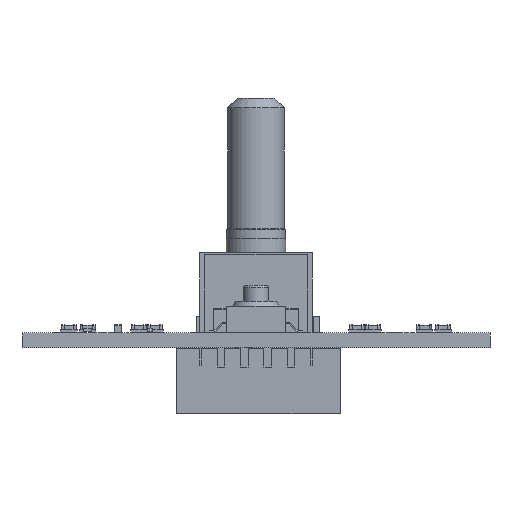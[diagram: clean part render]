
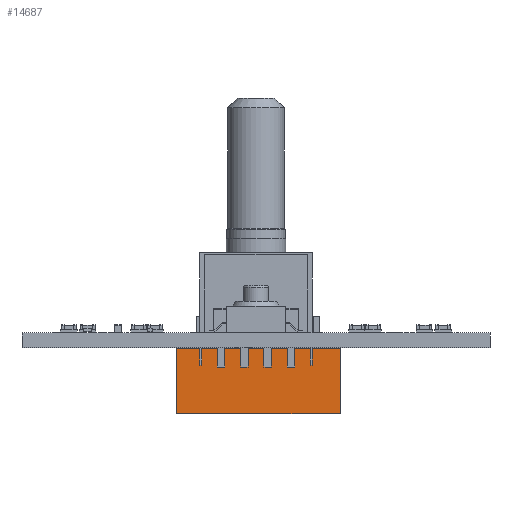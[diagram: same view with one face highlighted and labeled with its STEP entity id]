
A CAD part, front view. The second image highlights one B-rep face of the part: STEP entity #14687.
In plain terms, the highlighted face is planar.
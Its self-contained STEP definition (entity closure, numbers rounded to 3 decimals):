
#14241 = PLANE('',#14242);
#14242 = AXIS2_PLACEMENT_3D('',#14243,#14244,#14245);
#14243 = CARTESIAN_POINT('',(0.,0.6,7.));
#14244 = DIRECTION('',(0.,0.,1.));
#14245 = DIRECTION('',(1.,0.,-0.));
#14432 = VERTEX_POINT('',#14433);
#14433 = CARTESIAN_POINT('',(-8.75,3.5,0.));
#14440 = PLANE('',#14441);
#14441 = AXIS2_PLACEMENT_3D('',#14442,#14443,#14444);
#14442 = CARTESIAN_POINT('',(-8.75,0.6,7.));
#14443 = DIRECTION('',(-1.,0.,0.));
#14444 = DIRECTION('',(0.,0.,1.));
#14452 = PLANE('',#14453);
#14453 = AXIS2_PLACEMENT_3D('',#14454,#14455,#14456);
#14454 = CARTESIAN_POINT('',(0.,0.6,0.));
#14455 = DIRECTION('',(0.,0.,1.));
#14456 = DIRECTION('',(1.,0.,-0.));
#14493 = VERTEX_POINT('',#14494);
#14494 = CARTESIAN_POINT('',(-8.75,3.5,7.));
#14515 = EDGE_CURVE('',#14493,#14432,#14516,.T.);
#14516 = SURFACE_CURVE('',#14517,(#14521,#14528),.PCURVE_S1.);
#14517 = LINE('',#14518,#14519);
#14518 = CARTESIAN_POINT('',(-8.75,3.5,7.));
#14519 = VECTOR('',#14520,1.);
#14520 = DIRECTION('',(0.,0.,-1.));
#14521 = PCURVE('',#14440,#14522);
#14522 = DEFINITIONAL_REPRESENTATION('',(#14523),#14527);
#14523 = LINE('',#14524,#14525);
#14524 = CARTESIAN_POINT('',(0.,2.9));
#14525 = VECTOR('',#14526,1.);
#14526 = DIRECTION('',(-1.,0.));
#14527 = ( GEOMETRIC_REPRESENTATION_CONTEXT(2) 
PARAMETRIC_REPRESENTATION_CONTEXT() REPRESENTATION_CONTEXT('2D SPACE',''
  ) );
#14528 = PCURVE('',#14529,#14534);
#14529 = PLANE('',#14530);
#14530 = AXIS2_PLACEMENT_3D('',#14531,#14532,#14533);
#14531 = CARTESIAN_POINT('',(0.,3.5,7.));
#14532 = DIRECTION('',(0.,1.,0.));
#14533 = DIRECTION('',(-1.,0.,0.));
#14534 = DEFINITIONAL_REPRESENTATION('',(#14535),#14539);
#14535 = LINE('',#14536,#14537);
#14536 = CARTESIAN_POINT('',(8.75,0.));
#14537 = VECTOR('',#14538,1.);
#14538 = DIRECTION('',(0.,-1.));
#14539 = ( GEOMETRIC_REPRESENTATION_CONTEXT(2) 
PARAMETRIC_REPRESENTATION_CONTEXT() REPRESENTATION_CONTEXT('2D SPACE',''
  ) );
#14584 = PLANE('',#14585);
#14585 = AXIS2_PLACEMENT_3D('',#14586,#14587,#14588);
#14586 = CARTESIAN_POINT('',(8.75,0.6,7.));
#14587 = DIRECTION('',(-1.,0.,0.));
#14588 = DIRECTION('',(0.,0.,1.));
#14622 = VERTEX_POINT('',#14623);
#14623 = CARTESIAN_POINT('',(8.75,3.5,7.));
#14644 = EDGE_CURVE('',#14622,#14645,#14647,.T.);
#14645 = VERTEX_POINT('',#14646);
#14646 = CARTESIAN_POINT('',(8.75,3.5,0.));
#14647 = SURFACE_CURVE('',#14648,(#14652,#14659),.PCURVE_S1.);
#14648 = LINE('',#14649,#14650);
#14649 = CARTESIAN_POINT('',(8.75,3.5,7.));
#14650 = VECTOR('',#14651,1.);
#14651 = DIRECTION('',(0.,0.,-1.));
#14652 = PCURVE('',#14584,#14653);
#14653 = DEFINITIONAL_REPRESENTATION('',(#14654),#14658);
#14654 = LINE('',#14655,#14656);
#14655 = CARTESIAN_POINT('',(0.,2.9));
#14656 = VECTOR('',#14657,1.);
#14657 = DIRECTION('',(-1.,0.));
#14658 = ( GEOMETRIC_REPRESENTATION_CONTEXT(2) 
PARAMETRIC_REPRESENTATION_CONTEXT() REPRESENTATION_CONTEXT('2D SPACE',''
  ) );
#14659 = PCURVE('',#14529,#14660);
#14660 = DEFINITIONAL_REPRESENTATION('',(#14661),#14665);
#14661 = LINE('',#14662,#14663);
#14662 = CARTESIAN_POINT('',(-8.75,0.));
#14663 = VECTOR('',#14664,1.);
#14664 = DIRECTION('',(0.,-1.));
#14665 = ( GEOMETRIC_REPRESENTATION_CONTEXT(2) 
PARAMETRIC_REPRESENTATION_CONTEXT() REPRESENTATION_CONTEXT('2D SPACE',''
  ) );
#14687 = ADVANCED_FACE('',(#14688),#14529,.T.);
#14688 = FACE_BOUND('',#14689,.T.);
#14689 = EDGE_LOOP('',(#14690,#14711,#14712,#14733));
#14690 = ORIENTED_EDGE('',*,*,#14691,.F.);
#14691 = EDGE_CURVE('',#14432,#14645,#14692,.T.);
#14692 = SURFACE_CURVE('',#14693,(#14697,#14704),.PCURVE_S1.);
#14693 = LINE('',#14694,#14695);
#14694 = CARTESIAN_POINT('',(0.,3.5,0.));
#14695 = VECTOR('',#14696,1.);
#14696 = DIRECTION('',(1.,0.,0.));
#14697 = PCURVE('',#14529,#14698);
#14698 = DEFINITIONAL_REPRESENTATION('',(#14699),#14703);
#14699 = LINE('',#14700,#14701);
#14700 = CARTESIAN_POINT('',(0.,-7.));
#14701 = VECTOR('',#14702,1.);
#14702 = DIRECTION('',(-1.,0.));
#14703 = ( GEOMETRIC_REPRESENTATION_CONTEXT(2) 
PARAMETRIC_REPRESENTATION_CONTEXT() REPRESENTATION_CONTEXT('2D SPACE',''
  ) );
#14704 = PCURVE('',#14452,#14705);
#14705 = DEFINITIONAL_REPRESENTATION('',(#14706),#14710);
#14706 = LINE('',#14707,#14708);
#14707 = CARTESIAN_POINT('',(0.,2.9));
#14708 = VECTOR('',#14709,1.);
#14709 = DIRECTION('',(1.,0.));
#14710 = ( GEOMETRIC_REPRESENTATION_CONTEXT(2) 
PARAMETRIC_REPRESENTATION_CONTEXT() REPRESENTATION_CONTEXT('2D SPACE',''
  ) );
#14711 = ORIENTED_EDGE('',*,*,#14515,.F.);
#14712 = ORIENTED_EDGE('',*,*,#14713,.T.);
#14713 = EDGE_CURVE('',#14493,#14622,#14714,.T.);
#14714 = SURFACE_CURVE('',#14715,(#14719,#14726),.PCURVE_S1.);
#14715 = LINE('',#14716,#14717);
#14716 = CARTESIAN_POINT('',(0.,3.5,7.));
#14717 = VECTOR('',#14718,1.);
#14718 = DIRECTION('',(1.,0.,0.));
#14719 = PCURVE('',#14529,#14720);
#14720 = DEFINITIONAL_REPRESENTATION('',(#14721),#14725);
#14721 = LINE('',#14722,#14723);
#14722 = CARTESIAN_POINT('',(0.,0.));
#14723 = VECTOR('',#14724,1.);
#14724 = DIRECTION('',(-1.,0.));
#14725 = ( GEOMETRIC_REPRESENTATION_CONTEXT(2) 
PARAMETRIC_REPRESENTATION_CONTEXT() REPRESENTATION_CONTEXT('2D SPACE',''
  ) );
#14726 = PCURVE('',#14241,#14727);
#14727 = DEFINITIONAL_REPRESENTATION('',(#14728),#14732);
#14728 = LINE('',#14729,#14730);
#14729 = CARTESIAN_POINT('',(0.,2.9));
#14730 = VECTOR('',#14731,1.);
#14731 = DIRECTION('',(1.,0.));
#14732 = ( GEOMETRIC_REPRESENTATION_CONTEXT(2) 
PARAMETRIC_REPRESENTATION_CONTEXT() REPRESENTATION_CONTEXT('2D SPACE',''
  ) );
#14733 = ORIENTED_EDGE('',*,*,#14644,.T.);
